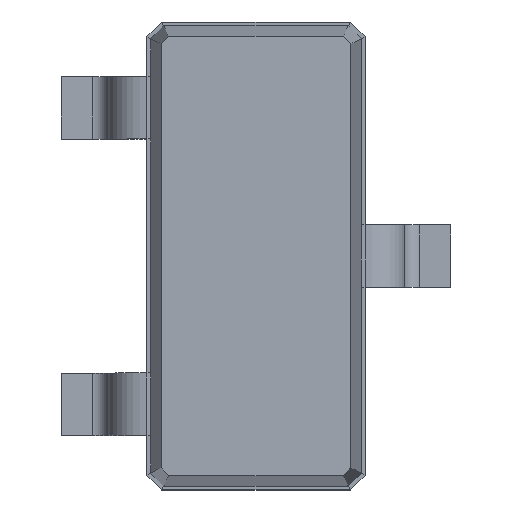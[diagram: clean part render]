
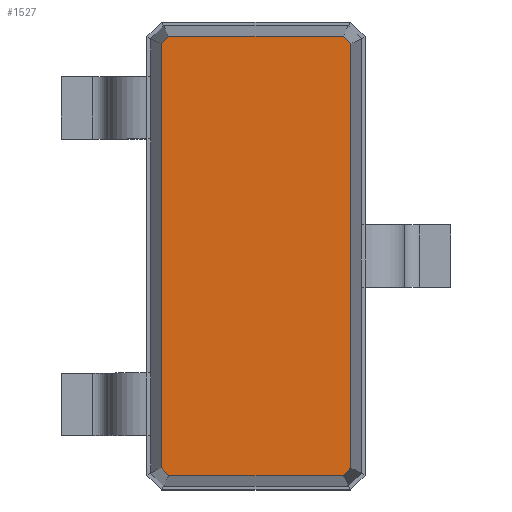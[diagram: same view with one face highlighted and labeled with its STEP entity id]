
A CAD part, top view. The second image highlights one B-rep face of the part: STEP entity #1527.
In plain terms, the highlighted planar face has unit normal (0, 0, 1).
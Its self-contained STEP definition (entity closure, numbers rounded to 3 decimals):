
#755 = VERTEX_POINT('',#756);
#756 = CARTESIAN_POINT('',(0.559,1.408,1.2));
#761 = EDGE_CURVE('',#762,#755,#764,.T.);
#762 = VERTEX_POINT('',#763);
#763 = CARTESIAN_POINT('',(-0.559,1.408,1.2));
#764 = LINE('',#765,#766);
#765 = CARTESIAN_POINT('',(-0.559,1.408,1.2));
#766 = VECTOR('',#767,1.);
#767 = DIRECTION('',(1.,0.,0.));
#1510 = VERTEX_POINT('',#1511);
#1511 = CARTESIAN_POINT('',(0.608,1.359,1.2));
#1516 = EDGE_CURVE('',#755,#1510,#1517,.T.);
#1517 = LINE('',#1518,#1519);
#1518 = CARTESIAN_POINT('',(0.559,1.408,1.2));
#1519 = VECTOR('',#1520,1.);
#1520 = DIRECTION('',(0.707,-0.707,0.));
#1527 = ADVANCED_FACE('',(#1528),#1578,.T.);
#1528 = FACE_BOUND('',#1529,.F.);
#1529 = EDGE_LOOP('',(#1530,#1531,#1532,#1540,#1548,#1556,#1564,#1572));
#1530 = ORIENTED_EDGE('',*,*,#761,.T.);
#1531 = ORIENTED_EDGE('',*,*,#1516,.T.);
#1532 = ORIENTED_EDGE('',*,*,#1533,.T.);
#1533 = EDGE_CURVE('',#1510,#1534,#1536,.T.);
#1534 = VERTEX_POINT('',#1535);
#1535 = CARTESIAN_POINT('',(0.608,-1.359,1.2));
#1536 = LINE('',#1537,#1538);
#1537 = CARTESIAN_POINT('',(0.608,1.359,1.2));
#1538 = VECTOR('',#1539,1.);
#1539 = DIRECTION('',(0.,-1.,0.));
#1540 = ORIENTED_EDGE('',*,*,#1541,.T.);
#1541 = EDGE_CURVE('',#1534,#1542,#1544,.T.);
#1542 = VERTEX_POINT('',#1543);
#1543 = CARTESIAN_POINT('',(0.559,-1.408,1.2));
#1544 = LINE('',#1545,#1546);
#1545 = CARTESIAN_POINT('',(0.608,-1.359,1.2));
#1546 = VECTOR('',#1547,1.);
#1547 = DIRECTION('',(-0.707,-0.707,0.));
#1548 = ORIENTED_EDGE('',*,*,#1549,.T.);
#1549 = EDGE_CURVE('',#1542,#1550,#1552,.T.);
#1550 = VERTEX_POINT('',#1551);
#1551 = CARTESIAN_POINT('',(-0.559,-1.408,1.2));
#1552 = LINE('',#1553,#1554);
#1553 = CARTESIAN_POINT('',(0.559,-1.408,1.2));
#1554 = VECTOR('',#1555,1.);
#1555 = DIRECTION('',(-1.,0.,0.));
#1556 = ORIENTED_EDGE('',*,*,#1557,.T.);
#1557 = EDGE_CURVE('',#1550,#1558,#1560,.T.);
#1558 = VERTEX_POINT('',#1559);
#1559 = CARTESIAN_POINT('',(-0.608,-1.359,1.2));
#1560 = LINE('',#1561,#1562);
#1561 = CARTESIAN_POINT('',(-0.559,-1.408,1.2));
#1562 = VECTOR('',#1563,1.);
#1563 = DIRECTION('',(-0.707,0.707,0.));
#1564 = ORIENTED_EDGE('',*,*,#1565,.T.);
#1565 = EDGE_CURVE('',#1558,#1566,#1568,.T.);
#1566 = VERTEX_POINT('',#1567);
#1567 = CARTESIAN_POINT('',(-0.608,1.359,1.2));
#1568 = LINE('',#1569,#1570);
#1569 = CARTESIAN_POINT('',(-0.608,-1.359,1.2));
#1570 = VECTOR('',#1571,1.);
#1571 = DIRECTION('',(0.,1.,0.));
#1572 = ORIENTED_EDGE('',*,*,#1573,.T.);
#1573 = EDGE_CURVE('',#1566,#762,#1574,.T.);
#1574 = LINE('',#1575,#1576);
#1575 = CARTESIAN_POINT('',(-0.608,1.359,1.2));
#1576 = VECTOR('',#1577,1.);
#1577 = DIRECTION('',(0.707,0.707,0.));
#1578 = PLANE('',#1579);
#1579 = AXIS2_PLACEMENT_3D('',#1580,#1581,#1582);
#1580 = CARTESIAN_POINT('',(-0.559,1.408,1.2));
#1581 = DIRECTION('',(0.,0.,1.));
#1582 = DIRECTION('',(0.369,-0.929,0.));
